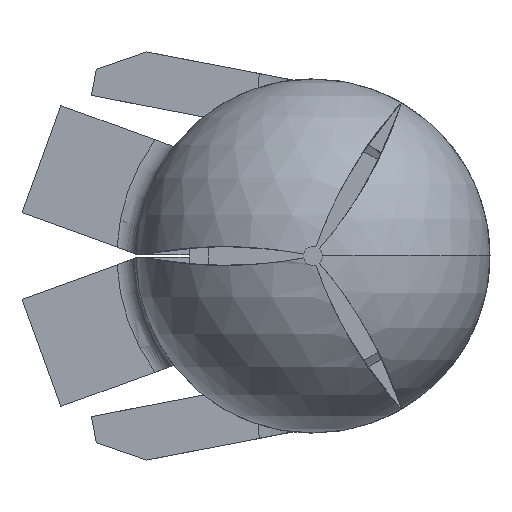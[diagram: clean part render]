
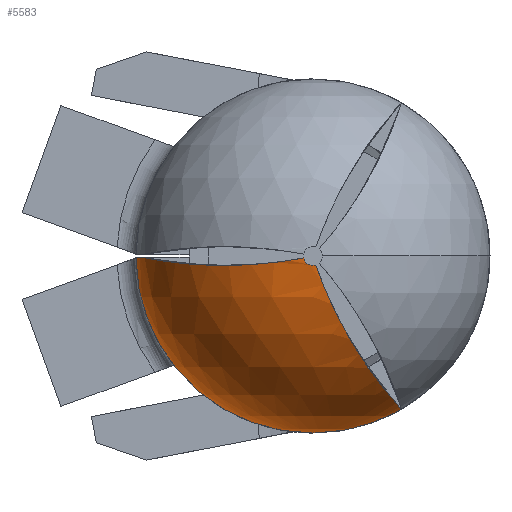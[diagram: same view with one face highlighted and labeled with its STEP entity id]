
A CAD part, left-side view. The second image highlights one B-rep face of the part: STEP entity #5583.
In plain terms, the highlighted spherical face has radius 2.369 mm.
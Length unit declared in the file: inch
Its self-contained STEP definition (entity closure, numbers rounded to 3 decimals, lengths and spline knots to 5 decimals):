
#20 = CIRCLE ( 'NONE', #2306, 0.09325 ) ;
#61 = AXIS2_PLACEMENT_3D ( 'NONE', #611, #3884, #1140 ) ;
#138 = CARTESIAN_POINT ( 'NONE',  ( 0.00013, 0.0049, -0.001 ) ) ;
#281 = VERTEX_POINT ( 'NONE', #1275 ) ;
#310 = CARTESIAN_POINT ( 'NONE',  ( 0.00417, -0.01023, -0.02626 ) ) ;
#324 = ORIENTED_EDGE ( 'NONE', *, *, #1193, .T. ) ;
#432 = VERTEX_POINT ( 'NONE', #138 ) ;
#503 = CARTESIAN_POINT ( 'NONE',  ( 0.00746, 0.03653, -0.00481 ) ) ;
#552 = CARTESIAN_POINT ( 'NONE',  ( 0.09325, 0., 0. ) ) ;
#611 = CARTESIAN_POINT ( 'NONE',  ( 0.00013, 0., 0. ) ) ;
#812 = CARTESIAN_POINT ( 'NONE',  ( 0.0111, -0.01774, -0.04084 ) ) ;
#1072 = DIRECTION ( 'NONE',  ( 0., 0., 1. ) ) ;
#1073 = AXIS2_PLACEMENT_3D ( 'NONE', #1283, #4481, #1762 ) ;
#1140 = DIRECTION ( 'NONE',  ( 0., 0., -1. ) ) ;
#1193 = EDGE_CURVE ( 'NONE', #5084, #5815, #20, .T. ) ;
#1275 = CARTESIAN_POINT ( 'NONE',  ( 0.06428, 0.08863, -0.00095 ) ) ;
#1283 = CARTESIAN_POINT ( 'NONE',  ( 0.09325, 0., 0. ) ) ;
#1321 = CARTESIAN_POINT ( 'NONE',  ( 0.02091, -0.0254, -0.05341 ) ) ;
#1483 = CARTESIAN_POINT ( 'NONE',  ( 0.0094, 0.04076, -0.00496 ) ) ;
#1504 = B_SPLINE_CURVE_WITH_KNOTS ( 'NONE', 3,
 ( #5190, #6103, #4240, #4219, #3786, #3758, #3325, #2896, #1970, #1483, #503, #6062, #4323, #5331 ),
 .UNSPECIFIED., .F., .F.,
 ( 4, 2, 2, 2, 2, 2, 4 ),
 ( 0.00075, 0.00146, 0.00181, 0.00216, 0.00252, 0.00287, 0.00358 ),
 .UNSPECIFIED. ) ;
#1762 = DIRECTION ( 'NONE',  ( 0., 1., -0.011 ) ) ;
#1811 = CARTESIAN_POINT ( 'NONE',  ( 0.03757, -0.03503, -0.06713 ) ) ;
#1970 = CARTESIAN_POINT ( 'NONE',  ( 0.01391, 0.04896, -0.00503 ) ) ;
#2272 = CARTESIAN_POINT ( 'NONE',  ( 0.06947, -0.045, -0.07901 ) ) ;
#2306 = AXIS2_PLACEMENT_3D ( 'NONE', #3606, #3597, #3540 ) ;
#2481 = CIRCLE ( 'NONE', #1073, 0.09325 ) ;
#2648 = EDGE_CURVE ( 'NONE', #281, #432, #1504, .T. ) ;
#2672 = CARTESIAN_POINT ( 'NONE',  ( 0.09325, 0., -0.09325 ) ) ;
#2733 = CARTESIAN_POINT ( 'NONE',  ( 0.09325, -0.04662, -0.08076 ) ) ;
#2844 = CARTESIAN_POINT ( 'NONE',  ( 0.00013, -0.00158, -0.00474 ) ) ;
#2856 = CIRCLE ( 'NONE', #61, 0.005 ) ;
#2896 = CARTESIAN_POINT ( 'NONE',  ( 0.0165, 0.05294, -0.00494 ) ) ;
#2953 = DIRECTION ( 'NONE',  ( 0., 0., -1. ) ) ;
#2973 = ORIENTED_EDGE ( 'NONE', *, *, #4807, .T. ) ;
#3104 = VERTEX_POINT ( 'NONE', #2844 ) ;
#3152 = CARTESIAN_POINT ( 'NONE',  ( 0.00133, -0.00565, -0.0158 ) ) ;
#3325 = CARTESIAN_POINT ( 'NONE',  ( 0.02217, 0.06037, -0.0046 ) ) ;
#3395 = DIRECTION ( 'NONE',  ( 0., 1., 0. ) ) ;
#3399 = CIRCLE ( 'NONE', #5530, 0.09325 ) ;
#3540 = DIRECTION ( 'NONE',  ( 0., 0., 1. ) ) ;
#3597 = DIRECTION ( 'NONE',  ( -1., 0., 0. ) ) ;
#3606 = CARTESIAN_POINT ( 'NONE',  ( 0.09325, 0., 0. ) ) ;
#3608 = CARTESIAN_POINT ( 'NONE',  ( 0.00615, -0.0127, -0.03135 ) ) ;
#3643 = ORIENTED_EDGE ( 'NONE', *, *, #5836, .T. ) ;
#3758 = CARTESIAN_POINT ( 'NONE',  ( 0.02526, 0.06384, -0.00435 ) ) ;
#3786 = CARTESIAN_POINT ( 'NONE',  ( 0.03195, 0.07032, -0.00374 ) ) ;
#3809 = ORIENTED_EDGE ( 'NONE', *, *, #5845, .F. ) ;
#3827 = DIRECTION ( 'NONE',  ( -1., 0., 0. ) ) ;
#3884 = DIRECTION ( 'NONE',  ( -1., 0., 0. ) ) ;
#3981 = VERTEX_POINT ( 'NONE', #6026 ) ;
#4063 = CARTESIAN_POINT ( 'NONE',  ( 0.01405, -0.0203, -0.04524 ) ) ;
#4210 = EDGE_LOOP ( 'NONE', ( #4820, #3643, #324, #2973, #3809, #5093 ) ) ;
#4219 = CARTESIAN_POINT ( 'NONE',  ( 0.03558, 0.07335, -0.00339 ) ) ;
#4240 = CARTESIAN_POINT ( 'NONE',  ( 0.04701, 0.08149, -0.00229 ) ) ;
#4289 = CARTESIAN_POINT ( 'NONE',  ( 0.09325, 0., 0. ) ) ;
#4323 = CARTESIAN_POINT ( 'NONE',  ( 0.00064, 0.01417, -0.0028 ) ) ;
#4481 = DIRECTION ( 'NONE',  ( 0., -0.011, -1. ) ) ;
#4508 = CARTESIAN_POINT ( 'NONE',  ( 0.00013, -0.00158, -0.00474 ) ) ;
#4522 = CARTESIAN_POINT ( 'NONE',  ( 0.02483, -0.02794, -0.05717 ) ) ;
#4575 = AXIS2_PLACEMENT_3D ( 'NONE', #4289, #2953, #3395 ) ;
#4625 = CARTESIAN_POINT ( 'NONE',  ( 0.09325, 0.09324, -0.001 ) ) ;
#4807 = EDGE_CURVE ( 'NONE', #5815, #3981, #3399, .T. ) ;
#4820 = ORIENTED_EDGE ( 'NONE', *, *, #2648, .F. ) ;
#4890 = EDGE_CURVE ( 'NONE', #432, #3104, #2856, .T. ) ;
#4968 = CARTESIAN_POINT ( 'NONE',  ( 0.00045, -0.00352, -0.01038 ) ) ;
#4985 = CARTESIAN_POINT ( 'NONE',  ( 0.04771, -0.03923, -0.07225 ) ) ;
#5084 = VERTEX_POINT ( 'NONE', #4625 ) ;
#5093 = ORIENTED_EDGE ( 'NONE', *, *, #4890, .F. ) ;
#5190 = CARTESIAN_POINT ( 'NONE',  ( 0.06428, 0.08863, -0.00095 ) ) ;
#5331 = CARTESIAN_POINT ( 'NONE',  ( 0.00013, 0.0049, -0.001 ) ) ;
#5431 = B_SPLINE_CURVE_WITH_KNOTS ( 'NONE', 3,
 ( #4508, #4968, #3152, #310, #3608, #812, #4063, #1321, #4522, #1811, #4985, #2272, #5465, #2733 ),
 .UNSPECIFIED., .F., .F.,
 ( 4, 2, 2, 2, 2, 2, 4 ),
 ( 0., 0.00045, 0.0009, 0.00134, 0.00179, 0.00269, 0.00358 ),
 .UNSPECIFIED. ) ;
#5465 = CARTESIAN_POINT ( 'NONE',  ( 0.08132, -0.04662, -0.08076 ) ) ;
#5530 = AXIS2_PLACEMENT_3D ( 'NONE', #552, #3827, #1072 ) ;
#5583 = ADVANCED_FACE ( 'NONE', ( #5634 ), #5784, .T. ) ;
#5634 = FACE_OUTER_BOUND ( 'NONE', #4210, .T. ) ;
#5784 = SPHERICAL_SURFACE ( 'NONE', #4575, 0.09325 ) ;
#5815 = VERTEX_POINT ( 'NONE', #2672 ) ;
#5836 = EDGE_CURVE ( 'NONE', #281, #5084, #2481, .T. ) ;
#5845 = EDGE_CURVE ( 'NONE', #3104, #3981, #5431, .T. ) ;
#6026 = CARTESIAN_POINT ( 'NONE',  ( 0.09325, -0.04662, -0.08076 ) ) ;
#6062 = CARTESIAN_POINT ( 'NONE',  ( 0.0026, 0.02345, -0.00395 ) ) ;
#6103 = CARTESIAN_POINT ( 'NONE',  ( 0.05534, 0.0857, -0.00152 ) ) ;
